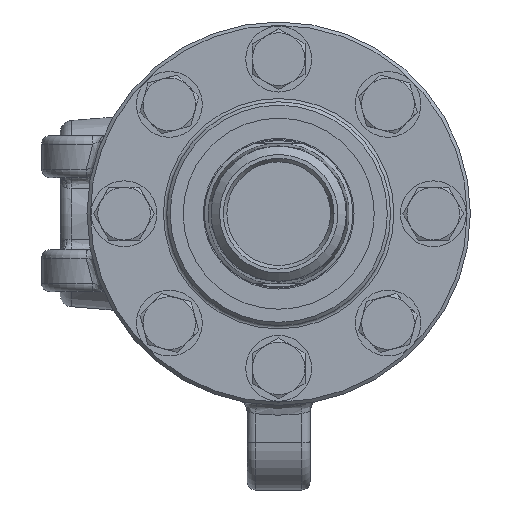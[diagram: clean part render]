
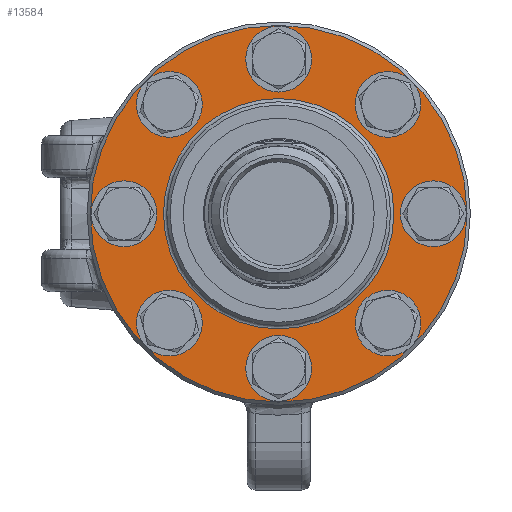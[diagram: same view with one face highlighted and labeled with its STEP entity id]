
A CAD part, left-side view. The second image highlights one B-rep face of the part: STEP entity #13584.
In plain terms, the highlighted planar face has unit normal (-1, 0, 0).
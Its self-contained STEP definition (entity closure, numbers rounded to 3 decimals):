
#2919=FACE_BOUND('',#3936,.T.);
#2920=FACE_BOUND('',#3937,.T.);
#2921=FACE_BOUND('',#3938,.T.);
#2922=FACE_BOUND('',#3939,.T.);
#2923=FACE_BOUND('',#3940,.T.);
#2924=FACE_BOUND('',#3941,.T.);
#2925=FACE_BOUND('',#3942,.T.);
#2926=FACE_BOUND('',#3943,.T.);
#2927=FACE_BOUND('',#3944,.T.);
#3095=FACE_OUTER_BOUND('',#3935,.T.);
#3935=EDGE_LOOP('',(#8985));
#3936=EDGE_LOOP('',(#8986));
#3937=EDGE_LOOP('',(#8987));
#3938=EDGE_LOOP('',(#8988));
#3939=EDGE_LOOP('',(#8989));
#3940=EDGE_LOOP('',(#8990,#8991));
#3941=EDGE_LOOP('',(#8992));
#3942=EDGE_LOOP('',(#8993));
#3943=EDGE_LOOP('',(#8994));
#3944=EDGE_LOOP('',(#8995));
#4859=CIRCLE('',#14578,7.938);
#4860=CIRCLE('',#14580,45.45);
#4861=CIRCLE('',#14581,7.938);
#4862=CIRCLE('',#14582,7.938);
#4863=CIRCLE('',#14583,7.938);
#4864=CIRCLE('',#14584,7.938);
#4865=CIRCLE('',#14585,27.8);
#4866=CIRCLE('',#14586,27.8);
#4867=CIRCLE('',#14587,7.938);
#4868=CIRCLE('',#14588,7.938);
#4869=CIRCLE('',#14589,7.938);
#5375=VERTEX_POINT('',#19253);
#5376=VERTEX_POINT('',#19257);
#5377=VERTEX_POINT('',#19259);
#5378=VERTEX_POINT('',#19261);
#5379=VERTEX_POINT('',#19263);
#5380=VERTEX_POINT('',#19265);
#5381=VERTEX_POINT('',#19267);
#5382=VERTEX_POINT('',#19268);
#5383=VERTEX_POINT('',#19271);
#5384=VERTEX_POINT('',#19273);
#5385=VERTEX_POINT('',#19275);
#6752=EDGE_CURVE('',#5375,#5375,#4859,.T.);
#6754=EDGE_CURVE('',#5376,#5376,#4860,.T.);
#6755=EDGE_CURVE('',#5377,#5377,#4861,.T.);
#6756=EDGE_CURVE('',#5378,#5378,#4862,.T.);
#6757=EDGE_CURVE('',#5379,#5379,#4863,.T.);
#6758=EDGE_CURVE('',#5380,#5380,#4864,.T.);
#6759=EDGE_CURVE('',#5381,#5382,#4865,.T.);
#6760=EDGE_CURVE('',#5382,#5381,#4866,.T.);
#6761=EDGE_CURVE('',#5383,#5383,#4867,.T.);
#6762=EDGE_CURVE('',#5384,#5384,#4868,.T.);
#6763=EDGE_CURVE('',#5385,#5385,#4869,.T.);
#8985=ORIENTED_EDGE('',*,*,#6754,.F.);
#8986=ORIENTED_EDGE('',*,*,#6755,.T.);
#8987=ORIENTED_EDGE('',*,*,#6756,.T.);
#8988=ORIENTED_EDGE('',*,*,#6757,.T.);
#8989=ORIENTED_EDGE('',*,*,#6758,.T.);
#8990=ORIENTED_EDGE('',*,*,#6759,.F.);
#8991=ORIENTED_EDGE('',*,*,#6760,.F.);
#8992=ORIENTED_EDGE('',*,*,#6761,.T.);
#8993=ORIENTED_EDGE('',*,*,#6762,.T.);
#8994=ORIENTED_EDGE('',*,*,#6763,.T.);
#8995=ORIENTED_EDGE('',*,*,#6752,.T.);
#12632=PLANE('',#14579);
#13584=ADVANCED_FACE('',(#3095,#2919,#2920,#2921,#2922,#2923,#2924,#2925,
#2926,#2927),#12632,.T.);
#14578=AXIS2_PLACEMENT_3D('',#19254,#16072,#16073);
#14579=AXIS2_PLACEMENT_3D('',#19256,#16075,#16076);
#14580=AXIS2_PLACEMENT_3D('',#19258,#16077,#16078);
#14581=AXIS2_PLACEMENT_3D('',#19260,#16079,#16080);
#14582=AXIS2_PLACEMENT_3D('',#19262,#16081,#16082);
#14583=AXIS2_PLACEMENT_3D('',#19264,#16083,#16084);
#14584=AXIS2_PLACEMENT_3D('',#19266,#16085,#16086);
#14585=AXIS2_PLACEMENT_3D('',#19269,#16087,#16088);
#14586=AXIS2_PLACEMENT_3D('',#19270,#16089,#16090);
#14587=AXIS2_PLACEMENT_3D('',#19272,#16091,#16092);
#14588=AXIS2_PLACEMENT_3D('',#19274,#16093,#16094);
#14589=AXIS2_PLACEMENT_3D('',#19276,#16095,#16096);
#16072=DIRECTION('center_axis',(1.,0.,0.));
#16073=DIRECTION('ref_axis',(0.,-0.707,0.707));
#16075=DIRECTION('center_axis',(-1.,0.,0.));
#16076=DIRECTION('ref_axis',(0.,0.,
-1.));
#16077=DIRECTION('center_axis',(1.,0.,0.));
#16078=DIRECTION('ref_axis',(0.,1.,0.));
#16079=DIRECTION('center_axis',(1.,0.,0.));
#16080=DIRECTION('ref_axis',(0.,0.,
1.));
#16081=DIRECTION('center_axis',(1.,0.,0.));
#16082=DIRECTION('ref_axis',(0.,1.,0.));
#16083=DIRECTION('center_axis',(1.,0.,0.));
#16084=DIRECTION('ref_axis',(0.,0.,
-1.));
#16085=DIRECTION('center_axis',(1.,0.,0.));
#16086=DIRECTION('ref_axis',(0.,-1.,0.));
#16087=DIRECTION('center_axis',(-1.,0.,0.));
#16088=DIRECTION('ref_axis',(0.,1.,0.));
#16089=DIRECTION('center_axis',(-1.,0.,0.));
#16090=DIRECTION('ref_axis',(0.,1.,0.));
#16091=DIRECTION('center_axis',(1.,0.,0.));
#16092=DIRECTION('ref_axis',(0.,-0.707,-0.707));
#16093=DIRECTION('center_axis',(1.,0.,0.));
#16094=DIRECTION('ref_axis',(0.,0.707,-0.707));
#16095=DIRECTION('center_axis',(1.,0.,0.));
#16096=DIRECTION('ref_axis',(0.,0.707,0.707));
#19253=CARTESIAN_POINT('',(-8.76,31.988,-31.988));
#19254=CARTESIAN_POINT('Origin',(-8.76,26.375,-26.375));
#19256=CARTESIAN_POINT('Origin',(-8.76,-46.25,0.));
#19257=CARTESIAN_POINT('',(-8.76,-45.45,0.));
#19258=CARTESIAN_POINT('Origin',(-8.76,0.,
0.));
#19259=CARTESIAN_POINT('',(-8.76,0.,-45.238));
#19260=CARTESIAN_POINT('Origin',(-8.76,0.,
-37.3));
#19261=CARTESIAN_POINT('',(-8.76,-45.238,0.));
#19262=CARTESIAN_POINT('Origin',(-8.76,-37.3,0.));
#19263=CARTESIAN_POINT('',(-8.76,0.,45.238));
#19264=CARTESIAN_POINT('Origin',(-8.76,0.,
37.3));
#19265=CARTESIAN_POINT('',(-8.76,45.238,0.));
#19266=CARTESIAN_POINT('Origin',(-8.76,37.3,0.));
#19267=CARTESIAN_POINT('',(-8.76,-27.8,0.));
#19268=CARTESIAN_POINT('',(-8.76,0.,-27.8));
#19269=CARTESIAN_POINT('Origin',(-8.76,0.,
0.));
#19270=CARTESIAN_POINT('Origin',(-8.76,0.,
0.));
#19271=CARTESIAN_POINT('',(-8.76,31.988,31.988));
#19272=CARTESIAN_POINT('Origin',(-8.76,26.375,26.375));
#19273=CARTESIAN_POINT('',(-8.76,-31.988,31.988));
#19274=CARTESIAN_POINT('Origin',(-8.76,-26.375,26.375));
#19275=CARTESIAN_POINT('',(-8.76,-31.988,-31.988));
#19276=CARTESIAN_POINT('Origin',(-8.76,-26.375,-26.375));
